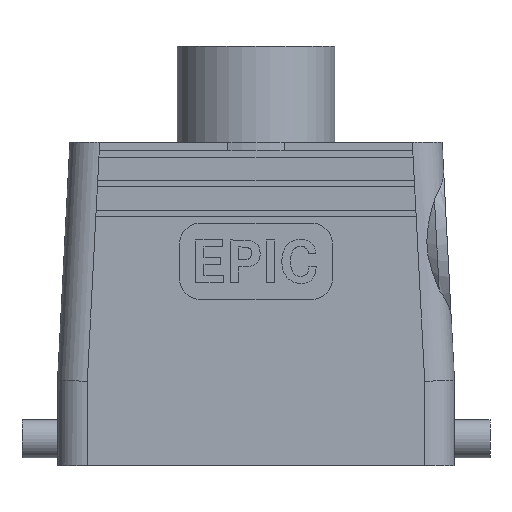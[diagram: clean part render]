
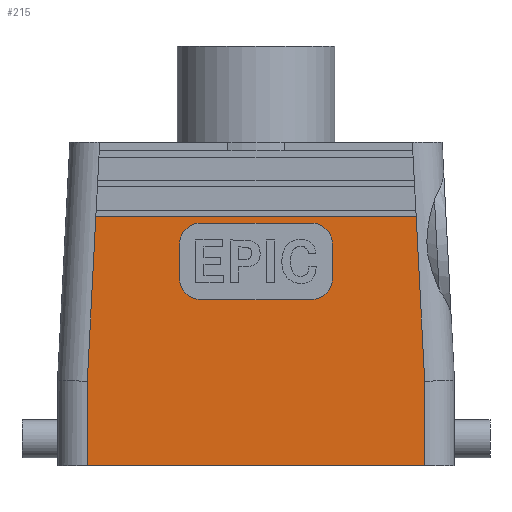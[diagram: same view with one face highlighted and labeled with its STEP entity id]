
A CAD part, front view. The second image highlights one B-rep face of the part: STEP entity #215.
In plain terms, the highlighted planar face has unit normal (0, -1, 0).
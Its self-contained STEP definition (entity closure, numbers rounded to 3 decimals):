
#215 = ADVANCED_FACE( '', ( #561, #562 ), #563, .F. );
#561 = FACE_OUTER_BOUND( '', #1054, .T. );
#562 = FACE_BOUND( '', #1055, .T. );
#563 = PLANE( '', #1056 );
#1054 = EDGE_LOOP( '', ( #1642, #1643, #1644, #1645, #1646, #1647 ) );
#1055 = EDGE_LOOP( '', ( #1648, #1649, #1650, #1651, #1652, #1653, #1654, #1655 ) );
#1056 = AXIS2_PLACEMENT_3D( '', #1656, #1657, #1658 );
#1642 = ORIENTED_EDGE( '', *, *, #3009, .F. );
#1643 = ORIENTED_EDGE( '', *, *, #3010, .F. );
#1644 = ORIENTED_EDGE( '', *, *, #3011, .T. );
#1645 = ORIENTED_EDGE( '', *, *, #3012, .T. );
#1646 = ORIENTED_EDGE( '', *, *, #3013, .T. );
#1647 = ORIENTED_EDGE( '', *, *, #3014, .F. );
#1648 = ORIENTED_EDGE( '', *, *, #3015, .T. );
#1649 = ORIENTED_EDGE( '', *, *, #3016, .T. );
#1650 = ORIENTED_EDGE( '', *, *, #3017, .T. );
#1651 = ORIENTED_EDGE( '', *, *, #3018, .T. );
#1652 = ORIENTED_EDGE( '', *, *, #3019, .T. );
#1653 = ORIENTED_EDGE( '', *, *, #3020, .T. );
#1654 = ORIENTED_EDGE( '', *, *, #3021, .T. );
#1655 = ORIENTED_EDGE( '', *, *, #3022, .T. );
#1656 = CARTESIAN_POINT( '', ( -46.65, -21.5, 20. ) );
#1657 = DIRECTION( '', ( 0., 1., 0. ) );
#1658 = DIRECTION( '', ( 0., 0., 1. ) );
#3009 = EDGE_CURVE( '', #3606, #3607, #3608, .F. );
#3010 = EDGE_CURVE( '', #3609, #3606, #3610, .T. );
#3011 = EDGE_CURVE( '', #3609, #3611, #3612, .F. );
#3012 = EDGE_CURVE( '', #3611, #3613, #3614, .T. );
#3013 = EDGE_CURVE( '', #3613, #3615, #3616, .T. );
#3014 = EDGE_CURVE( '', #3607, #3615, #3617, .T. );
#3015 = EDGE_CURVE( '', #3618, #3619, #3620, .T. );
#3016 = EDGE_CURVE( '', #3619, #3621, #3622, .T. );
#3017 = EDGE_CURVE( '', #3621, #3623, #3624, .T. );
#3018 = EDGE_CURVE( '', #3623, #3625, #3626, .T. );
#3019 = EDGE_CURVE( '', #3625, #3627, #3628, .T. );
#3020 = EDGE_CURVE( '', #3627, #3629, #3630, .T. );
#3021 = EDGE_CURVE( '', #3629, #3631, #3632, .T. );
#3022 = EDGE_CURVE( '', #3631, #3618, #3633, .T. );
#3606 = VERTEX_POINT( '', #4439 );
#3607 = VERTEX_POINT( '', #4440 );
#3608 = LINE( '', #4441, #4442 );
#3609 = VERTEX_POINT( '', #4443 );
#3610 = LINE( '', #4444, #4445 );
#3611 = VERTEX_POINT( '', #4446 );
#3612 = LINE( '', #4447, #4448 );
#3613 = VERTEX_POINT( '', #4449 );
#3614 = LINE( '', #4450, #4451 );
#3615 = VERTEX_POINT( '', #4452 );
#3616 = LINE( '', #4453, #4454 );
#3617 = LINE( '', #4455, #4456 );
#3618 = VERTEX_POINT( '', #4457 );
#3619 = VERTEX_POINT( '', #4458 );
#3620 = CIRCLE( '', #4459, 5. );
#3621 = VERTEX_POINT( '', #4460 );
#3622 = LINE( '', #4461, #4462 );
#3623 = VERTEX_POINT( '', #4463 );
#3624 = CIRCLE( '', #4464, 5. );
#3625 = VERTEX_POINT( '', #4465 );
#3626 = LINE( '', #4466, #4467 );
#3627 = VERTEX_POINT( '', #4468 );
#3628 = CIRCLE( '', #4469, 5. );
#3629 = VERTEX_POINT( '', #4470 );
#3630 = LINE( '', #4471, #4472 );
#3631 = VERTEX_POINT( '', #4473 );
#3632 = CIRCLE( '', #4474, 5. );
#3633 = LINE( '', #4475, #4476 );
#4439 = CARTESIAN_POINT( '', ( 37.647, -21.5, 58.5 ) );
#4440 = CARTESIAN_POINT( '', ( 39.65, -21.5, 19.819 ) );
#4441 = CARTESIAN_POINT( '', ( 39.659, -21.5, 19.638 ) );
#4442 = VECTOR( '', #5605, 1000. );
#4443 = CARTESIAN_POINT( '', ( -37.647, -21.5, 58.5 ) );
#4444 = CARTESIAN_POINT( '', ( -37.647, -21.5, 58.5 ) );
#4445 = VECTOR( '', #5606, 1000. );
#4446 = CARTESIAN_POINT( '', ( -39.65, -21.5, 19.819 ) );
#4447 = CARTESIAN_POINT( '', ( -39.659, -21.5, 19.638 ) );
#4448 = VECTOR( '', #5607, 1000. );
#4449 = CARTESIAN_POINT( '', ( -39.65, -21.5, 0. ) );
#4450 = CARTESIAN_POINT( '', ( -39.65, -21.5, 20. ) );
#4451 = VECTOR( '', #5608, 1000. );
#4452 = CARTESIAN_POINT( '', ( 39.65, -21.5, 0. ) );
#4453 = CARTESIAN_POINT( '', ( -46.65, -21.5, 0. ) );
#4454 = VECTOR( '', #5609, 1000. );
#4455 = CARTESIAN_POINT( '', ( 39.65, -21.5, 20. ) );
#4456 = VECTOR( '', #5610, 1000. );
#4457 = CARTESIAN_POINT( '', ( -18., -21.5, 52. ) );
#4458 = CARTESIAN_POINT( '', ( -13., -21.5, 57. ) );
#4459 = AXIS2_PLACEMENT_3D( '', #5611, #5612, #5613 );
#4460 = CARTESIAN_POINT( '', ( 13., -21.5, 57. ) );
#4461 = CARTESIAN_POINT( '', ( -13., -21.5, 57. ) );
#4462 = VECTOR( '', #5614, 1000. );
#4463 = CARTESIAN_POINT( '', ( 18., -21.5, 52. ) );
#4464 = AXIS2_PLACEMENT_3D( '', #5615, #5616, #5617 );
#4465 = CARTESIAN_POINT( '', ( 18., -21.5, 44. ) );
#4466 = CARTESIAN_POINT( '', ( 18., -21.5, 52. ) );
#4467 = VECTOR( '', #5618, 1000. );
#4468 = CARTESIAN_POINT( '', ( 13., -21.5, 39. ) );
#4469 = AXIS2_PLACEMENT_3D( '', #5619, #5620, #5621 );
#4470 = CARTESIAN_POINT( '', ( -13., -21.5, 39. ) );
#4471 = CARTESIAN_POINT( '', ( -13., -21.5, 39. ) );
#4472 = VECTOR( '', #5622, 1000. );
#4473 = CARTESIAN_POINT( '', ( -18., -21.5, 44. ) );
#4474 = AXIS2_PLACEMENT_3D( '', #5623, #5624, #5625 );
#4475 = CARTESIAN_POINT( '', ( -18., -21.5, 44. ) );
#4476 = VECTOR( '', #5626, 1000. );
#5605 = DIRECTION( '', ( -0.052, 0., 0.999 ) );
#5606 = DIRECTION( '', ( 1., 0., 0. ) );
#5607 = DIRECTION( '', ( 0.052, 0., 0.999 ) );
#5608 = DIRECTION( '', ( 0., 0., -1. ) );
#5609 = DIRECTION( '', ( 1., 0., 0. ) );
#5610 = DIRECTION( '', ( 0., 0., -1. ) );
#5611 = CARTESIAN_POINT( '', ( -13., -21.5, 52. ) );
#5612 = DIRECTION( '', ( 0., 1., 0. ) );
#5613 = DIRECTION( '', ( 1., 0., 0. ) );
#5614 = DIRECTION( '', ( 1., 0., 0. ) );
#5615 = CARTESIAN_POINT( '', ( 13., -21.5, 52. ) );
#5616 = DIRECTION( '', ( 0., 1., 0. ) );
#5617 = DIRECTION( '', ( -1., 0., 0. ) );
#5618 = DIRECTION( '', ( 0., 0., -1. ) );
#5619 = CARTESIAN_POINT( '', ( 13., -21.5, 44. ) );
#5620 = DIRECTION( '', ( 0., 1., 0. ) );
#5621 = DIRECTION( '', ( 1., 0., 0. ) );
#5622 = DIRECTION( '', ( -1., 0., 0. ) );
#5623 = CARTESIAN_POINT( '', ( -13., -21.5, 44. ) );
#5624 = DIRECTION( '', ( 0., 1., 0. ) );
#5625 = DIRECTION( '', ( 1., 0., 0. ) );
#5626 = DIRECTION( '', ( 0., 0., 1. ) );
